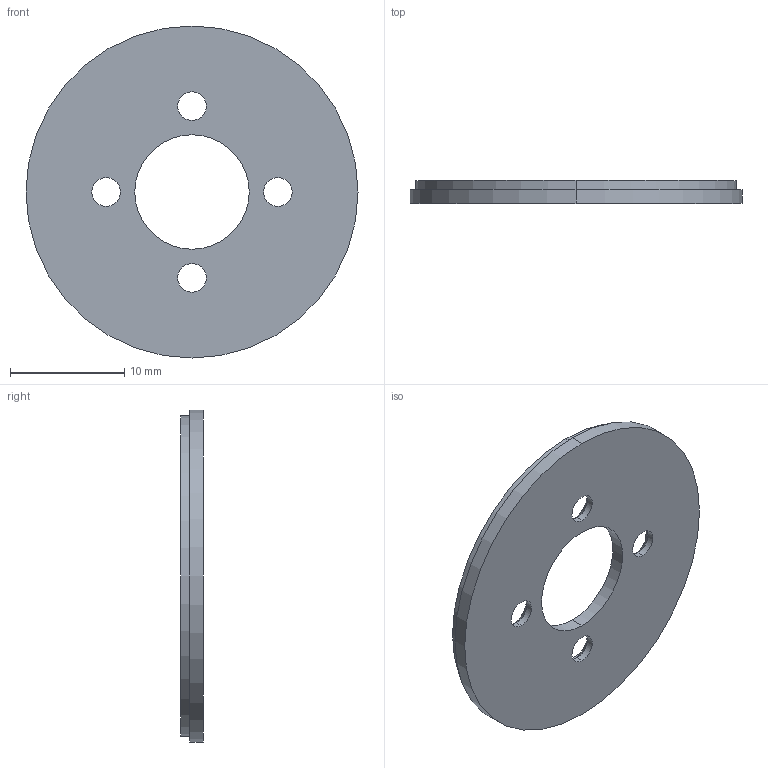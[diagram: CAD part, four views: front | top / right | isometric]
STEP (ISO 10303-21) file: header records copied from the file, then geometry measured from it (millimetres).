
FILE_DESCRIPTION (( 'STEP AP214' ), '1' );
FILE_NAME ('MRA029BC010DSE00.STEP', '2019-07-02T11:56:47', ( '' ), ( '' ), 'SwSTEP 2.0', 'SolidWorks 2016', '' );
FILE_SCHEMA (( 'AUTOMOTIVE_DESIGN' ));
Length unit declared in the file: millimetre
Products named in the file (3): MRA029BC010DSE00; Ferrte_bruçen; Prirobnica_çtancana brez luknje
Assembly tree (2 placements, depth 2):
  MRA029BC010DSE00
    Prirobnica_çtancana brez luknje
    Ferrte_bruçen
Bounding box: 29 x 2 x 29 mm (x, y, z)
Volume: 909.5 mm3; surface area: 2024.1 mm2
Topology: 2 solids, 2 shells, 28 faces, 64 edges, 40 vertices
Faces by surface type: cylinder 16, cone 8, plane 4
Entity records: 938 total; most frequent: DIRECTION 170, CARTESIAN_POINT 137, ORIENTED_EDGE 128, AXIS2_PLACEMENT_3D 73, EDGE_CURVE 64, EDGE_LOOP 40, CIRCLE 40, VERTEX_POINT 40
